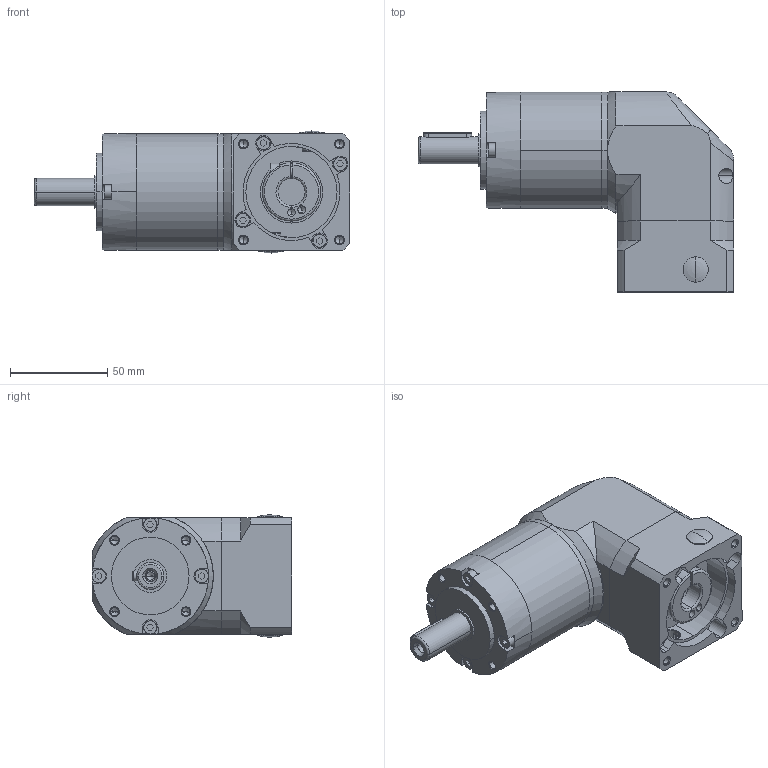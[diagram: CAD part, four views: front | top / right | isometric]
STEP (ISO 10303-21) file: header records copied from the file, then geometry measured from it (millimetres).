
FILE_DESCRIPTION (( 'STEP AP203' ), '1' );
FILE_NAME ('JAER060-L2-14-50-70-M4-A14.STEP', '2024-04-29T08:29:50', ( '微软用户' ), ( '微软中国' ), 'SwSTEP 2.0', 'SolidWorks 2018', '' );
FILE_SCHEMA (( 'CONFIG_CONTROL_DESIGN' ));
Length unit declared in the file: millimetre
Products named in the file (1): JAER060-L2-14-50-70-M4-A14
Bounding box: 162.5 x 103 x 63 mm (x, y, z)
Volume: 478544 mm3; surface area: 83932.8 mm2
Topology: 23 solids, 23 shells, 573 faces, 1389 edges, 872 vertices
Faces by surface type: plane 250, cylinder 174, cone 67, torus 50, bspline 32
Entity records: 18095 total; most frequent: CARTESIAN_POINT 4668, DIRECTION 2850, ORIENTED_EDGE 2726, EDGE_CURVE 1363, AXIS2_PLACEMENT_3D 1090, VERTEX_POINT 872, VECTOR 670, LINE 670
